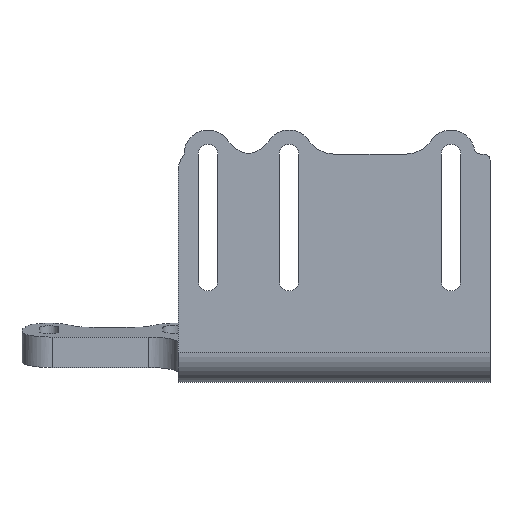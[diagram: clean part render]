
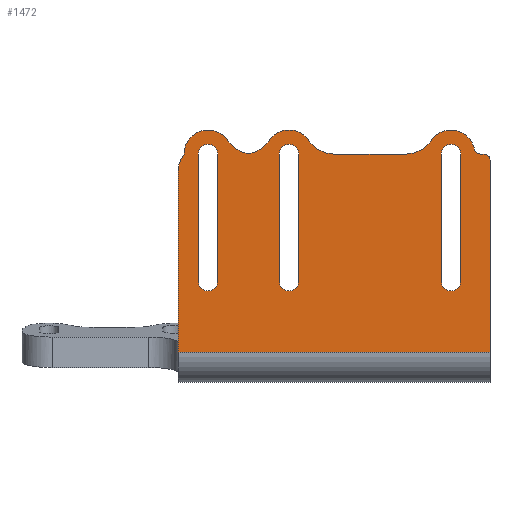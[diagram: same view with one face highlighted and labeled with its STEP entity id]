
A CAD part, front view. The second image highlights one B-rep face of the part: STEP entity #1472.
In plain terms, the highlighted planar face has unit normal (0, -1, 0).
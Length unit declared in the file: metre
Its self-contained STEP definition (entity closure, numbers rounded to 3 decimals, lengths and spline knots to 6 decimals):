
#15=FACE_BOUND('',#281,.T.);
#16=FACE_BOUND('',#282,.T.);
#17=FACE_BOUND('',#283,.T.);
#65=CIRCLE('',#1563,0.001);
#67=CIRCLE('',#1566,0.001);
#69=CIRCLE('',#1569,0.005);
#71=CIRCLE('',#1572,0.005);
#73=CIRCLE('',#1575,0.005);
#75=CIRCLE('',#1578,0.005);
#77=CIRCLE('',#1581,0.005);
#81=CIRCLE('',#1593,0.0016);
#83=CIRCLE('',#1596,0.004);
#85=CIRCLE('',#1599,0.0016);
#87=CIRCLE('',#1602,0.004);
#89=CIRCLE('',#1605,0.0016);
#91=CIRCLE('',#1608,0.004);
#93=CIRCLE('',#1615,0.0016);
#95=CIRCLE('',#1620,0.0016);
#97=CIRCLE('',#1625,0.0016);
#205=FACE_OUTER_BOUND('',#280,.T.);
#280=EDGE_LOOP('',(#1165,#1166,#1167,#1168,#1169,#1170,#1171,#1172,#1173,
#1174,#1175,#1176,#1177,#1178,#1179));
#281=EDGE_LOOP('',(#1180,#1181,#1182,#1183));
#282=EDGE_LOOP('',(#1184,#1185,#1186,#1187));
#283=EDGE_LOOP('',(#1188,#1189,#1190,#1191));
#374=LINE('',#2379,#509);
#382=LINE('',#2420,#517);
#384=LINE('',#2423,#519);
#389=LINE('',#2432,#524);
#392=LINE('',#2441,#527);
#395=LINE('',#2447,#530);
#398=LINE('',#2456,#533);
#401=LINE('',#2462,#536);
#404=LINE('',#2471,#539);
#408=LINE('',#2481,#543);
#410=LINE('',#2486,#545);
#509=VECTOR('',#1886,1.);
#517=VECTOR('',#1934,1.);
#519=VECTOR('',#1938,1.);
#524=VECTOR('',#1947,1.);
#527=VECTOR('',#1958,1.);
#530=VECTOR('',#1963,1.);
#533=VECTOR('',#1974,1.);
#536=VECTOR('',#1979,1.);
#539=VECTOR('',#1990,1.);
#543=VECTOR('',#2000,1.);
#545=VECTOR('',#2006,1.);
#642=VERTEX_POINT('',#2293);
#643=VERTEX_POINT('',#2294);
#646=VERTEX_POINT('',#2302);
#647=VERTEX_POINT('',#2303);
#650=VERTEX_POINT('',#2311);
#651=VERTEX_POINT('',#2312);
#654=VERTEX_POINT('',#2320);
#655=VERTEX_POINT('',#2321);
#658=VERTEX_POINT('',#2329);
#660=VERTEX_POINT('',#2335);
#661=VERTEX_POINT('',#2336);
#664=VERTEX_POINT('',#2344);
#665=VERTEX_POINT('',#2345);
#679=VERTEX_POINT('',#2377);
#681=VERTEX_POINT('',#2384);
#683=VERTEX_POINT('',#2387);
#685=VERTEX_POINT('',#2396);
#687=VERTEX_POINT('',#2399);
#689=VERTEX_POINT('',#2408);
#691=VERTEX_POINT('',#2411);
#694=VERTEX_POINT('',#2431);
#695=VERTEX_POINT('',#2435);
#698=VERTEX_POINT('',#2446);
#699=VERTEX_POINT('',#2450);
#702=VERTEX_POINT('',#2461);
#703=VERTEX_POINT('',#2465);
#707=VERTEX_POINT('',#2480);
#804=EDGE_CURVE('',#642,#643,#65,.T.);
#808=EDGE_CURVE('',#646,#647,#67,.T.);
#812=EDGE_CURVE('',#650,#651,#69,.T.);
#816=EDGE_CURVE('',#654,#655,#71,.T.);
#821=EDGE_CURVE('',#655,#658,#73,.T.);
#823=EDGE_CURVE('',#660,#661,#75,.T.);
#827=EDGE_CURVE('',#664,#665,#77,.T.);
#843=EDGE_CURVE('',#679,#651,#374,.T.);
#847=EDGE_CURVE('',#681,#683,#81,.T.);
#850=EDGE_CURVE('',#664,#643,#83,.T.);
#853=EDGE_CURVE('',#685,#687,#85,.T.);
#856=EDGE_CURVE('',#654,#661,#87,.T.);
#859=EDGE_CURVE('',#689,#691,#89,.T.);
#862=EDGE_CURVE('',#650,#658,#91,.T.);
#864=EDGE_CURVE('',#660,#665,#382,.T.);
#866=EDGE_CURVE('',#642,#647,#384,.T.);
#871=EDGE_CURVE('',#691,#694,#389,.T.);
#873=EDGE_CURVE('',#694,#695,#93,.T.);
#876=EDGE_CURVE('',#695,#689,#392,.T.);
#879=EDGE_CURVE('',#687,#698,#395,.T.);
#881=EDGE_CURVE('',#698,#699,#95,.T.);
#884=EDGE_CURVE('',#699,#685,#398,.T.);
#887=EDGE_CURVE('',#683,#702,#401,.T.);
#889=EDGE_CURVE('',#702,#703,#97,.T.);
#892=EDGE_CURVE('',#703,#681,#404,.T.);
#897=EDGE_CURVE('',#679,#707,#408,.T.);
#900=EDGE_CURVE('',#646,#707,#410,.T.);
#1165=ORIENTED_EDGE('',*,*,#900,.F.);
#1166=ORIENTED_EDGE('',*,*,#808,.T.);
#1167=ORIENTED_EDGE('',*,*,#866,.F.);
#1168=ORIENTED_EDGE('',*,*,#804,.T.);
#1169=ORIENTED_EDGE('',*,*,#850,.F.);
#1170=ORIENTED_EDGE('',*,*,#827,.T.);
#1171=ORIENTED_EDGE('',*,*,#864,.F.);
#1172=ORIENTED_EDGE('',*,*,#823,.T.);
#1173=ORIENTED_EDGE('',*,*,#856,.F.);
#1174=ORIENTED_EDGE('',*,*,#816,.T.);
#1175=ORIENTED_EDGE('',*,*,#821,.T.);
#1176=ORIENTED_EDGE('',*,*,#862,.F.);
#1177=ORIENTED_EDGE('',*,*,#812,.T.);
#1178=ORIENTED_EDGE('',*,*,#843,.F.);
#1179=ORIENTED_EDGE('',*,*,#897,.T.);
#1180=ORIENTED_EDGE('',*,*,#871,.F.);
#1181=ORIENTED_EDGE('',*,*,#859,.F.);
#1182=ORIENTED_EDGE('',*,*,#876,.F.);
#1183=ORIENTED_EDGE('',*,*,#873,.F.);
#1184=ORIENTED_EDGE('',*,*,#879,.F.);
#1185=ORIENTED_EDGE('',*,*,#853,.F.);
#1186=ORIENTED_EDGE('',*,*,#884,.F.);
#1187=ORIENTED_EDGE('',*,*,#881,.F.);
#1188=ORIENTED_EDGE('',*,*,#847,.F.);
#1189=ORIENTED_EDGE('',*,*,#892,.F.);
#1190=ORIENTED_EDGE('',*,*,#889,.F.);
#1191=ORIENTED_EDGE('',*,*,#887,.F.);
#1401=PLANE('',#1632);
#1472=ADVANCED_FACE('',(#205,#15,#16,#17),#1401,.T.);
#1563=AXIS2_PLACEMENT_3D('',#2295,#1810,#1811);
#1566=AXIS2_PLACEMENT_3D('',#2304,#1818,#1819);
#1569=AXIS2_PLACEMENT_3D('',#2313,#1826,#1827);
#1572=AXIS2_PLACEMENT_3D('',#2322,#1834,#1835);
#1575=AXIS2_PLACEMENT_3D('',#2332,#1843,#1844);
#1578=AXIS2_PLACEMENT_3D('',#2337,#1849,#1850);
#1581=AXIS2_PLACEMENT_3D('',#2346,#1857,#1858);
#1593=AXIS2_PLACEMENT_3D('',#2388,#1893,#1894);
#1596=AXIS2_PLACEMENT_3D('',#2393,#1900,#1901);
#1599=AXIS2_PLACEMENT_3D('',#2400,#1907,#1908);
#1602=AXIS2_PLACEMENT_3D('',#2405,#1914,#1915);
#1605=AXIS2_PLACEMENT_3D('',#2412,#1921,#1922);
#1608=AXIS2_PLACEMENT_3D('',#2417,#1928,#1929);
#1615=AXIS2_PLACEMENT_3D('',#2436,#1951,#1952);
#1620=AXIS2_PLACEMENT_3D('',#2451,#1967,#1968);
#1625=AXIS2_PLACEMENT_3D('',#2466,#1983,#1984);
#1632=AXIS2_PLACEMENT_3D('',#2485,#2004,#2005);
#1810=DIRECTION('center_axis',(0.,1.,0.));
#1811=DIRECTION('ref_axis',(-1.,0.,0.));
#1818=DIRECTION('center_axis',(0.,-1.,0.));
#1819=DIRECTION('ref_axis',(-1.,0.,0.));
#1826=DIRECTION('center_axis',(0.,-1.,0.));
#1827=DIRECTION('ref_axis',(-1.,0.,0.));
#1834=DIRECTION('center_axis',(0.,1.,0.));
#1835=DIRECTION('ref_axis',(-1.,0.,0.));
#1843=DIRECTION('center_axis',(0.,1.,0.));
#1844=DIRECTION('ref_axis',(-1.,0.,0.));
#1849=DIRECTION('center_axis',(0.,1.,0.));
#1850=DIRECTION('ref_axis',(-1.,0.,0.));
#1857=DIRECTION('center_axis',(0.,1.,0.));
#1858=DIRECTION('ref_axis',(-1.,0.,0.));
#1886=DIRECTION('',(0.,0.,1.));
#1893=DIRECTION('center_axis',(0.,-1.,0.));
#1894=DIRECTION('ref_axis',(-1.,0.,0.));
#1900=DIRECTION('center_axis',(0.,1.,0.));
#1901=DIRECTION('ref_axis',(-1.,0.,0.));
#1907=DIRECTION('center_axis',(0.,-1.,0.));
#1908=DIRECTION('ref_axis',(-1.,0.,0.));
#1914=DIRECTION('center_axis',(0.,1.,0.));
#1915=DIRECTION('ref_axis',(-1.,0.,0.));
#1921=DIRECTION('center_axis',(0.,-1.,0.));
#1922=DIRECTION('ref_axis',(-1.,0.,0.));
#1928=DIRECTION('center_axis',(0.,1.,0.));
#1929=DIRECTION('ref_axis',(-1.,0.,0.));
#1934=DIRECTION('',(1.,0.,0.));
#1938=DIRECTION('',(1.,0.,0.));
#1947=DIRECTION('',(0.,0.,-1.));
#1951=DIRECTION('center_axis',(0.,-1.,0.));
#1952=DIRECTION('ref_axis',(-1.,0.,0.));
#1958=DIRECTION('',(0.,0.,1.));
#1963=DIRECTION('',(0.,0.,-1.));
#1967=DIRECTION('center_axis',(0.,-1.,0.));
#1968=DIRECTION('ref_axis',(-1.,0.,0.));
#1974=DIRECTION('',(0.,0.,1.));
#1979=DIRECTION('',(0.,0.,-1.));
#1983=DIRECTION('center_axis',(0.,-1.,0.));
#1984=DIRECTION('ref_axis',(1.,0.,0.));
#1990=DIRECTION('',(0.,0.,1.));
#2000=DIRECTION('',(1.,0.,0.));
#2004=DIRECTION('center_axis',(0.,-1.,0.));
#2005=DIRECTION('ref_axis',(-1.,0.,0.));
#2006=DIRECTION('',(0.,0.,-1.));
#2293=CARTESIAN_POINT('',(0.018399,0.,0.008));
#2294=CARTESIAN_POINT('',(0.017419,0.,0.0088));
#2295=CARTESIAN_POINT('Origin',(0.018399,0.,0.009));
#2302=CARTESIAN_POINT('',(0.02,0.,0.007));
#2303=CARTESIAN_POINT('',(0.019,0.,0.008));
#2304=CARTESIAN_POINT('Origin',(0.019,0.,0.007));
#2311=CARTESIAN_POINT('',(-0.031,0.,0.008));
#2312=CARTESIAN_POINT('',(-0.032,0.,0.005));
#2313=CARTESIAN_POINT('Origin',(-0.027,0.,0.005));
#2320=CARTESIAN_POINT('',(-0.016826,0.,0.010222));
#2321=CARTESIAN_POINT('',(-0.02025,0.,0.008054));
#2322=CARTESIAN_POINT('Origin',(-0.020983,0.,0.013));
#2329=CARTESIAN_POINT('',(-0.023674,0.,0.010222));
#2332=CARTESIAN_POINT('Origin',(-0.019517,0.,0.013));
#2335=CARTESIAN_POINT('',(-0.006017,0.,0.008));
#2336=CARTESIAN_POINT('',(-0.010174,0.,0.010222));
#2337=CARTESIAN_POINT('Origin',(-0.006017,0.,0.013));
#2344=CARTESIAN_POINT('',(0.010174,0.,0.010222));
#2345=CARTESIAN_POINT('',(0.006017,0.,0.008));
#2346=CARTESIAN_POINT('Origin',(0.006017,0.,0.013));
#2377=CARTESIAN_POINT('',(-0.032,0.,-0.025));
#2379=CARTESIAN_POINT('',(-0.032,0.,-0.025));
#2384=CARTESIAN_POINT('',(0.0151,0.,0.008));
#2387=CARTESIAN_POINT('',(0.0119,0.,0.008));
#2388=CARTESIAN_POINT('Origin',(0.0135,0.,0.008));
#2393=CARTESIAN_POINT('Origin',(0.0135,0.,0.008));
#2396=CARTESIAN_POINT('',(-0.0119,0.,0.008));
#2399=CARTESIAN_POINT('',(-0.0151,0.,0.008));
#2400=CARTESIAN_POINT('Origin',(-0.0135,0.,0.008));
#2405=CARTESIAN_POINT('Origin',(-0.0135,0.,0.008));
#2408=CARTESIAN_POINT('',(-0.0254,0.,0.008));
#2411=CARTESIAN_POINT('',(-0.0286,0.,0.008));
#2412=CARTESIAN_POINT('Origin',(-0.027,0.,0.008));
#2417=CARTESIAN_POINT('Origin',(-0.027,0.,0.008));
#2420=CARTESIAN_POINT('',(0.,0.,0.008));
#2423=CARTESIAN_POINT('',(0.,0.,0.008));
#2431=CARTESIAN_POINT('',(-0.0286,0.,-0.013212));
#2432=CARTESIAN_POINT('',(-0.0286,0.,0.023212));
#2435=CARTESIAN_POINT('',(-0.0254,0.,-0.013212));
#2436=CARTESIAN_POINT('Origin',(-0.027,0.,-0.013212));
#2441=CARTESIAN_POINT('',(-0.0254,0.,0.023212));
#2446=CARTESIAN_POINT('',(-0.0151,0.,-0.013212));
#2447=CARTESIAN_POINT('',(-0.0151,0.,0.023212));
#2450=CARTESIAN_POINT('',(-0.0119,0.,-0.013212));
#2451=CARTESIAN_POINT('Origin',(-0.0135,0.,-0.013212));
#2456=CARTESIAN_POINT('',(-0.0119,0.,0.023212));
#2461=CARTESIAN_POINT('',(0.0119,0.,-0.013212));
#2462=CARTESIAN_POINT('',(0.0119,0.,0.023212));
#2465=CARTESIAN_POINT('',(0.0151,0.,-0.013212));
#2466=CARTESIAN_POINT('Origin',(0.0135,0.,-0.013212));
#2471=CARTESIAN_POINT('',(0.0151,0.,0.023212));
#2480=CARTESIAN_POINT('',(0.02,0.,-0.025));
#2481=CARTESIAN_POINT('',(0.04,0.,-0.025));
#2485=CARTESIAN_POINT('Origin',(0.,0.,0.));
#2486=CARTESIAN_POINT('',(0.02,0.,0.03));
